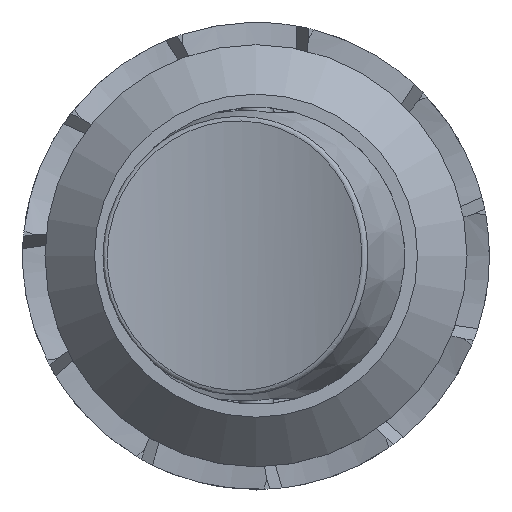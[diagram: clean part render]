
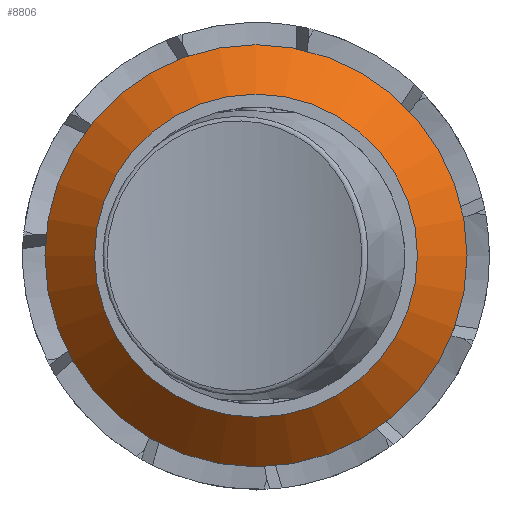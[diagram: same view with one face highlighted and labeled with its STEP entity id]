
A CAD part, top view. The second image highlights one B-rep face of the part: STEP entity #8806.
In plain terms, the highlighted conical face has half-angle 45 degrees and reference radius 25.4 mm.
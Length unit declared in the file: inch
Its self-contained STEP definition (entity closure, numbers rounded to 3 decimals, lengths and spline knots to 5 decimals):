
#8779=CARTESIAN_POINT('',(0.0,0.0,-0.49606));
#8780=DIRECTION('',(0.0,0.0,-1.0));
#8781=DIRECTION('',(1.0,0.0,0.0));
#8782=AXIS2_PLACEMENT_3D('',#8779,#8780,#8781);
#8783=CONICAL_SURFACE('',#8782,1.0,45.);
#8784=CARTESIAN_POINT('',(0.45276,0.,0.05118));
#8785=VERTEX_POINT('',#8784);
#8786=CARTESIAN_POINT('',(0.0,0.0,0.05118));
#8787=DIRECTION('',(0.0,0.0,1.0));
#8788=DIRECTION('',(-1.0,0.0,0.0));
#8789=AXIS2_PLACEMENT_3D('',#8786,#8787,#8788);
#8790=CIRCLE('',#8789,0.45276);
#8791=EDGE_CURVE('',#8785,#8785,#8790,.T.);
#8792=ORIENTED_EDGE('',*,*,#8791,.T.);
#8793=EDGE_LOOP('',(#8792));
#8794=FACE_OUTER_BOUND('',#8793,.T.);
#8795=CARTESIAN_POINT('',(0.34646,0.,0.15748));
#8796=VERTEX_POINT('',#8795);
#8797=CARTESIAN_POINT('',(0.0,0.0,0.15748));
#8798=DIRECTION('',(0.0,0.0,-1.0));
#8799=DIRECTION('',(-1.0,0.0,0.0));
#8800=AXIS2_PLACEMENT_3D('',#8797,#8798,#8799);
#8801=CIRCLE('',#8800,0.34646);
#8802=EDGE_CURVE('',#8796,#8796,#8801,.T.);
#8803=ORIENTED_EDGE('',*,*,#8802,.T.);
#8804=EDGE_LOOP('',(#8803));
#8805=FACE_BOUND('',#8804,.T.);
#8806=ADVANCED_FACE('',(#8794,#8805),#8783,.T.);
